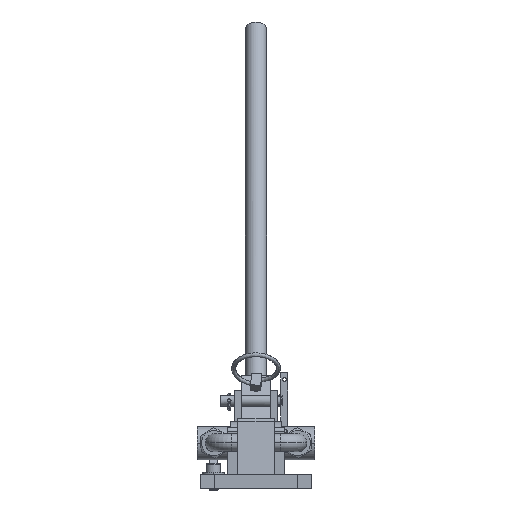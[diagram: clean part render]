
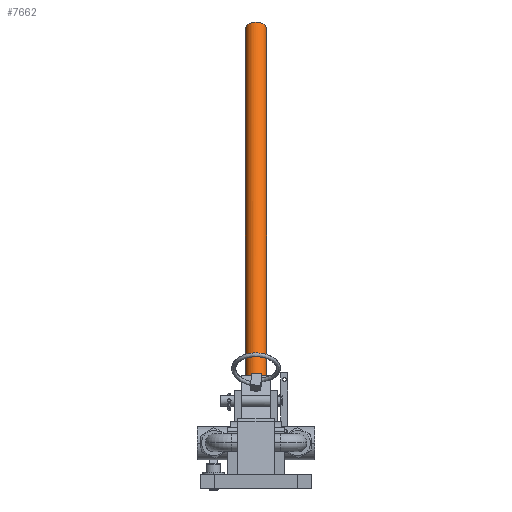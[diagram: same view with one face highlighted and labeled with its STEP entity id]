
A CAD part, front view. The second image highlights one B-rep face of the part: STEP entity #7662.
In plain terms, the highlighted cylindrical face has radius 9.525 mm (diameter 19.05 mm), a partial arc.
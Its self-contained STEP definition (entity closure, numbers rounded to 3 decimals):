
#7573=CARTESIAN_POINT('',(20.781,293.068,413.154));
#7574=DIRECTION('',(0.,-0.606,-0.795));
#7575=DIRECTION('',(1.0,0.0,0.0));
#7576=AXIS2_PLACEMENT_3D('',#7573,#7574,#7575);
#7577=CYLINDRICAL_SURFACE('',#7576,9.525);
#7578=CARTESIAN_POINT('',(30.306,291.856,411.563));
#7579=VERTEX_POINT('',#7578);
#7580=CARTESIAN_POINT('',(30.306,21.574,56.79));
#7581=VERTEX_POINT('',#7580);
#7582=CARTESIAN_POINT('',(30.306,291.856,411.563));
#7583=DIRECTION('',(0.,-0.606,-0.795));
#7584=VECTOR('',#7583,446.);
#7585=LINE('',#7582,#7584);
#7586=EDGE_CURVE('',#7579,#7581,#7585,.T.);
#7587=ORIENTED_EDGE('',*,*,#7586,.F.);
#7588=CARTESIAN_POINT('',(11.256,291.856,411.563));
#7589=VERTEX_POINT('',#7588);
#7590=CARTESIAN_POINT('',(20.781,291.856,411.563));
#7591=DIRECTION('',(0.0,0.606,0.795));
#7592=DIRECTION('',(1.0,0.0,0.0));
#7593=AXIS2_PLACEMENT_3D('',#7590,#7591,#7592);
#7594=CIRCLE('',#7593,9.525);
#7595=EDGE_CURVE('',#7589,#7579,#7594,.T.);
#7596=ORIENTED_EDGE('',*,*,#7595,.F.);
#7597=CARTESIAN_POINT('',(11.256,21.574,56.79));
#7598=VERTEX_POINT('',#7597);
#7599=CARTESIAN_POINT('',(11.256,21.574,56.79));
#7600=DIRECTION('',(0.,0.606,0.795));
#7601=VECTOR('',#7600,446.);
#7602=LINE('',#7599,#7601);
#7603=EDGE_CURVE('',#7598,#7589,#7602,.T.);
#7604=ORIENTED_EDGE('',*,*,#7603,.F.);
#7605=CARTESIAN_POINT('',(20.781,21.574,56.79));
#7606=DIRECTION('',(0.0,0.606,0.795));
#7607=DIRECTION('',(1.0,0.0,0.0));
#7608=AXIS2_PLACEMENT_3D('',#7605,#7606,#7607);
#7609=CIRCLE('',#7608,9.525);
#7610=EDGE_CURVE('',#7598,#7581,#7609,.T.);
#7611=ORIENTED_EDGE('',*,*,#7610,.T.);
#7612=EDGE_LOOP('',(#7587,#7596,#7604,#7611));
#7613=FACE_OUTER_BOUND('',#7612,.T.);
#7614=CARTESIAN_POINT('',(23.781,31.654,84.939));
#7615=VERTEX_POINT('',#7614);
#7616=CARTESIAN_POINT('',(17.781,31.654,84.939));
#7617=VERTEX_POINT('',#7616);
#7618=CARTESIAN_POINT('',(23.781,31.654,84.939));
#7619=CARTESIAN_POINT('',(23.781,31.424,84.637));
#7620=CARTESIAN_POINT('',(23.704,31.159,84.333));
#7621=CARTESIAN_POINT('',(23.397,30.638,83.802));
#7622=CARTESIAN_POINT('',(23.167,30.382,83.575));
#7623=CARTESIAN_POINT('',(22.637,29.965,83.227));
#7624=CARTESIAN_POINT('',(22.301,29.774,83.082));
#7625=CARTESIAN_POINT('',(21.563,29.517,82.892));
#7626=CARTESIAN_POINT('',(21.16,29.451,82.847));
#7627=CARTESIAN_POINT('',(20.401,29.451,82.847));
#7628=CARTESIAN_POINT('',(19.998,29.517,82.892));
#7629=CARTESIAN_POINT('',(19.26,29.774,83.082));
#7630=CARTESIAN_POINT('',(18.924,29.965,83.227));
#7631=CARTESIAN_POINT('',(18.394,30.382,83.575));
#7632=CARTESIAN_POINT('',(18.164,30.638,83.802));
#7633=CARTESIAN_POINT('',(17.857,31.159,84.333));
#7634=CARTESIAN_POINT('',(17.781,31.424,84.637));
#7635=CARTESIAN_POINT('',(17.781,31.654,84.939));
#7636=B_SPLINE_CURVE_WITH_KNOTS('',3,(#7618,#7619,#7620,#7621,#7622,#7623,#7624,#7625,#7626,#7627,#7628,#7629,#7630,#7631,#7632,#7633,#7634,#7635),.UNSPECIFIED.,.F.,.U.,(4,2,2,2,2,2,2,2,4),(0.0,0.114,0.228,0.342,0.455,0.569,0.683,0.797,0.911),.UNSPECIFIED.);
#7637=EDGE_CURVE('',#7615,#7617,#7636,.T.);
#7638=ORIENTED_EDGE('',*,*,#7637,.T.);
#7639=CARTESIAN_POINT('',(17.781,31.654,84.939));
#7640=CARTESIAN_POINT('',(17.781,31.884,85.241));
#7641=CARTESIAN_POINT('',(17.857,32.108,85.578));
#7642=CARTESIAN_POINT('',(18.164,32.481,86.221));
#7643=CARTESIAN_POINT('',(18.394,32.632,86.528));
#7644=CARTESIAN_POINT('',(18.924,32.857,87.023));
#7645=CARTESIAN_POINT('',(19.26,32.946,87.245));
#7646=CARTESIAN_POINT('',(19.998,33.06,87.543));
#7647=CARTESIAN_POINT('',(20.401,33.087,87.619));
#7648=CARTESIAN_POINT('',(21.16,33.087,87.619));
#7649=CARTESIAN_POINT('',(21.563,33.06,87.543));
#7650=CARTESIAN_POINT('',(22.301,32.946,87.245));
#7651=CARTESIAN_POINT('',(22.637,32.857,87.023));
#7652=CARTESIAN_POINT('',(23.167,32.632,86.528));
#7653=CARTESIAN_POINT('',(23.397,32.481,86.221));
#7654=CARTESIAN_POINT('',(23.704,32.108,85.578));
#7655=CARTESIAN_POINT('',(23.781,31.884,85.241));
#7656=CARTESIAN_POINT('',(23.781,31.654,84.939));
#7657=B_SPLINE_CURVE_WITH_KNOTS('',3,(#7639,#7640,#7641,#7642,#7643,#7644,#7645,#7646,#7647,#7648,#7649,#7650,#7651,#7652,#7653,#7654,#7655,#7656),.UNSPECIFIED.,.F.,.U.,(4,2,2,2,2,2,2,2,4),(0.911,1.025,1.139,1.252,1.366,1.48,1.594,1.708,1.822),.UNSPECIFIED.);
#7658=EDGE_CURVE('',#7617,#7615,#7657,.T.);
#7659=ORIENTED_EDGE('',*,*,#7658,.T.);
#7660=EDGE_LOOP('',(#7638,#7659));
#7661=FACE_BOUND('',#7660,.T.);
#7662=ADVANCED_FACE('',(#7613,#7661),#7577,.T.);
